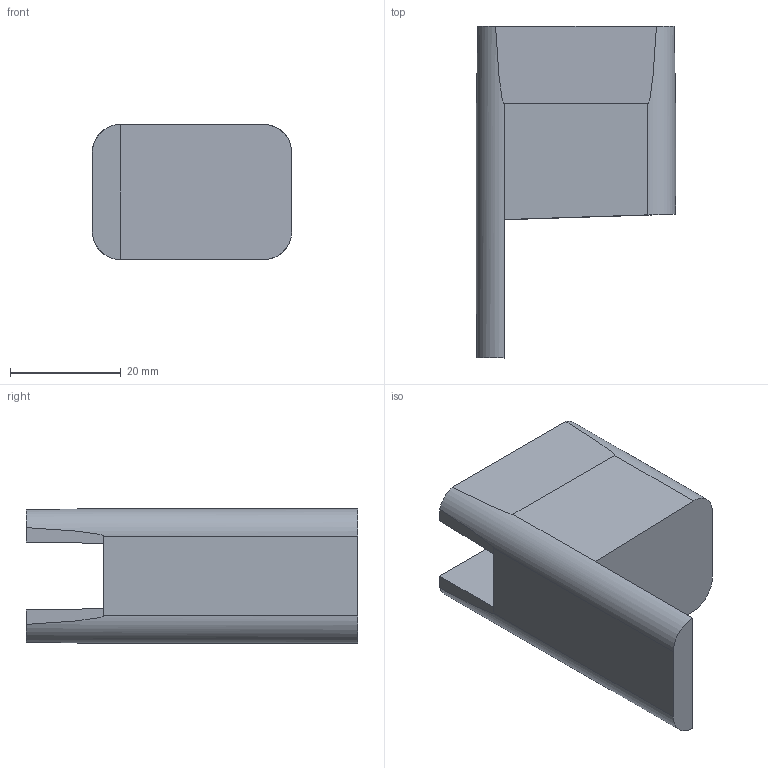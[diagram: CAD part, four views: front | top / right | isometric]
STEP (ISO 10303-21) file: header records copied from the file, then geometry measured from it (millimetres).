
FILE_DESCRIPTION (( 'STEP AP214' ), '1' );
FILE_NAME ('electroholderR.STEP', '2025-02-22T23:11:00', ( '' ), ( '' ), 'SwSTEP 2.0', 'SolidWorks 2023', '' );
FILE_SCHEMA (( 'AUTOMOTIVE_DESIGN' ));
Length unit declared in the file: millimetre
Products named in the file (1): electroholderR
Bounding box: 36 x 60 x 24.4 mm (x, y, z)
Volume: 26228.3 mm3; surface area: 7583.2 mm2
Topology: 1 solids, 1 shells, 22 faces, 54 edges, 34 vertices
Faces by surface type: plane 18, cylinder 4
Entity records: 659 total; most frequent: CARTESIAN_POINT 141, ORIENTED_EDGE 108, DIRECTION 96, EDGE_CURVE 54, LINE 38, VECTOR 38, VERTEX_POINT 34, AXIS2_PLACEMENT_3D 29
